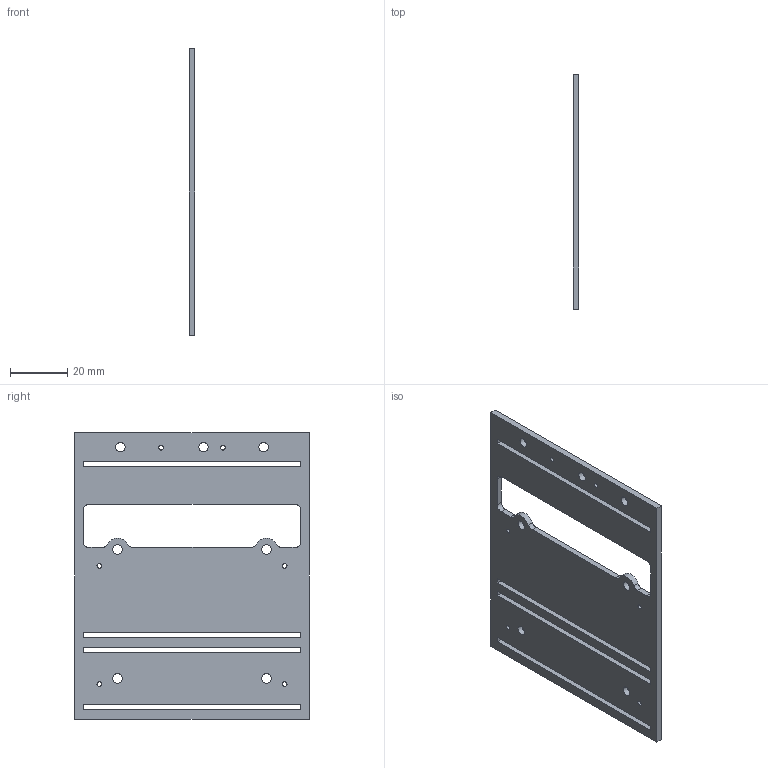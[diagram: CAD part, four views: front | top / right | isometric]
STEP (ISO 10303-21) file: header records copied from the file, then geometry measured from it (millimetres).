
FILE_DESCRIPTION(/* description */ (''),/* implementation_level */ '2;1');
FILE_NAME(/* name */ 'X- Face (x2).step',/* time_stamp */ '2022-01-11T16:23:38-08:00',/* author */ (''),/* organization */ (''),/* preprocessor_version */ 'ST-DEVELOPER v18.1',/* originating_system */ 'Autodesk Translation Framework v10.10.0.1391',/* authorisation */ '');
FILE_SCHEMA (('AUTOMOTIVE_DESIGN { 1 0 10303 214 3 1 1 }'));
Length unit declared in the file: millimetre
Products named in the file (1): X- Face (x2)
Bounding box: 2.04 x 82 x 100 mm (x, y, z)
Volume: 13214.2 mm3; surface area: 15561.4 mm2
Topology: 1 solids, 1 shells, 51 faces, 147 edges, 98 vertices
Faces by surface type: plane 28, cylinder 23
Full cylindrical faces by diameter (mm): 1.6 x6, 3.3 x7
Entity records: 1799 total; most frequent: DIRECTION 297, CARTESIAN_POINT 297, ORIENTED_EDGE 294, EDGE_CURVE 147, LINE 101, VECTOR 101, VERTEX_POINT 98, AXIS2_PLACEMENT_3D 98
